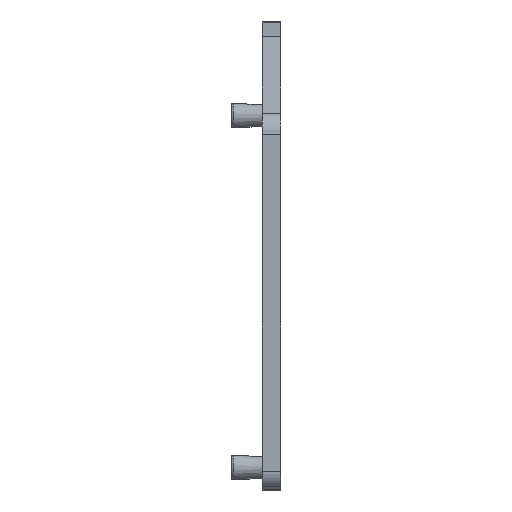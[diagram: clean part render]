
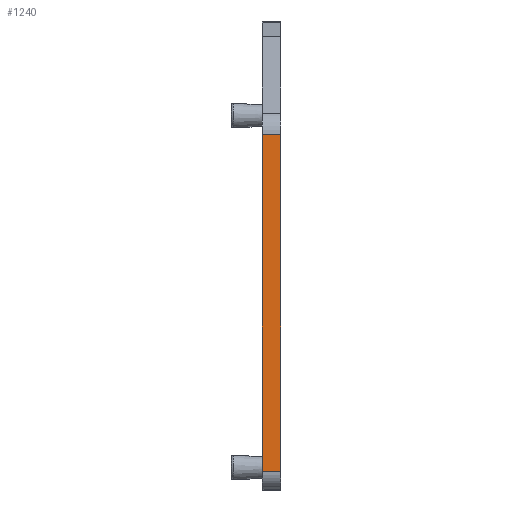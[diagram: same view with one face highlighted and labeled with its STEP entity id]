
A CAD part, front view. The second image highlights one B-rep face of the part: STEP entity #1240.
In plain terms, the highlighted planar face has unit normal (0, -1, 0).
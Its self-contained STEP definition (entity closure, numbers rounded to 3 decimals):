
#1220=AXIS2_PLACEMENT_3D('Plane Axis2P3D',#1217,#1218,#1219) ;
#326=CARTESIAN_POINT('Vertex',(2.5,0.,1.5)) ;
#329=CARTESIAN_POINT('Line Origine',(2.5,0.,14.988)) ;
#333=CARTESIAN_POINT('Vertex',(2.5,0.,28.475)) ;
#1197=CARTESIAN_POINT('Line Origine',(2.5,0.,28.475)) ;
#1201=CARTESIAN_POINT('Vertex',(4.,0.,28.475)) ;
#1217=CARTESIAN_POINT('Axis2P3D Location',(2.5,0.,0.)) ;
#1222=CARTESIAN_POINT('Line Origine',(3.25,0.,1.5)) ;
#1226=CARTESIAN_POINT('Vertex',(4.,0.,1.5)) ;
#1229=CARTESIAN_POINT('Line Origine',(4.,0.,14.988)) ;
#330=DIRECTION('Vector Direction',(0.,0.,-1.)) ;
#1198=DIRECTION('Vector Direction',(1.,0.,0.)) ;
#1218=DIRECTION('Axis2P3D Direction',(0.,-1.,0.)) ;
#1219=DIRECTION('Axis2P3D XDirection',(0.,0.,-1.)) ;
#1223=DIRECTION('Vector Direction',(1.,0.,0.)) ;
#1230=DIRECTION('Vector Direction',(0.,0.,-1.)) ;
#331=VECTOR('Line Direction',#330,1.) ;
#1199=VECTOR('Line Direction',#1198,1.) ;
#1224=VECTOR('Line Direction',#1223,1.) ;
#1231=VECTOR('Line Direction',#1230,1.) ;
#1235=ORIENTED_EDGE('',*,*,#335,.T.) ;
#1236=ORIENTED_EDGE('',*,*,#1228,.T.) ;
#1237=ORIENTED_EDGE('',*,*,#1233,.F.) ;
#1238=ORIENTED_EDGE('',*,*,#1203,.T.) ;
#1240=ADVANCED_FACE('MANIFOLD_SOLID_BREP #6323',(#1239),#1221,.T.) ;
#335=EDGE_CURVE('',#334,#327,#332,.T.) ;
#1203=EDGE_CURVE('',#1202,#334,#1200,.F.) ;
#1228=EDGE_CURVE('',#327,#1227,#1225,.T.) ;
#1233=EDGE_CURVE('',#1202,#1227,#1232,.T.) ;
#1234=EDGE_LOOP('',(#1235,#1236,#1237,#1238)) ;
#1239=FACE_OUTER_BOUND('',#1234,.T.) ;
#332=LINE('Line',#329,#331) ;
#1200=LINE('Line',#1197,#1199) ;
#1225=LINE('Line',#1222,#1224) ;
#1232=LINE('Line',#1229,#1231) ;
#1221=PLANE('',#1220) ;
#327=VERTEX_POINT('',#326) ;
#334=VERTEX_POINT('',#333) ;
#1202=VERTEX_POINT('',#1201) ;
#1227=VERTEX_POINT('',#1226) ;
